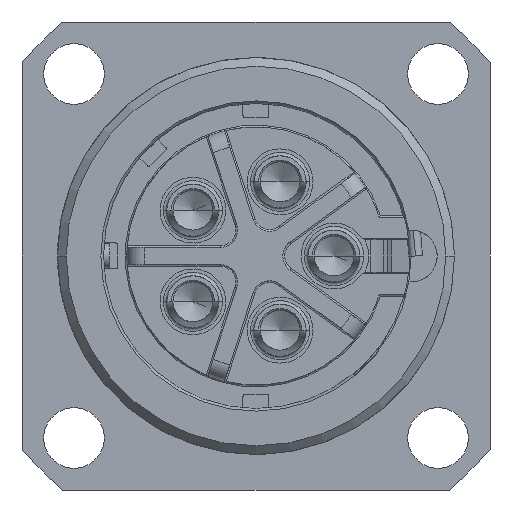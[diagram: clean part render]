
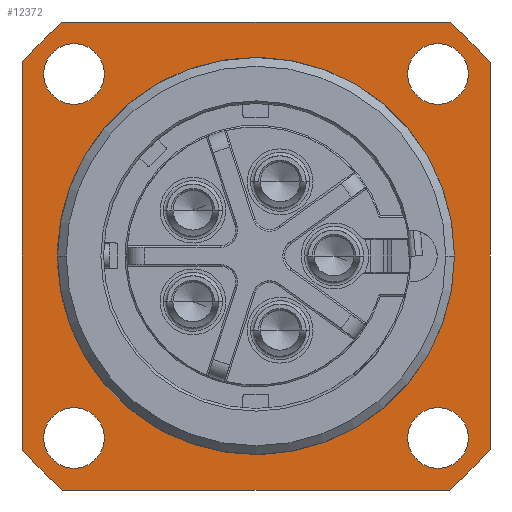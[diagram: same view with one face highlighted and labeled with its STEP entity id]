
A CAD part, left-side view. The second image highlights one B-rep face of the part: STEP entity #12372.
In plain terms, the highlighted planar face has unit normal (-1, 0, 0).
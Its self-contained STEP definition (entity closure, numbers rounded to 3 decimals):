
#3208=CARTESIAN_POINT('',(5.6,0.,0.));
#3209=DIRECTION('',(-1.,0.,0.));
#3210=DIRECTION('',(0.,0.998,-0.061));
#3211=AXIS2_PLACEMENT_3D('',#3208,#3209,#3210);
#3226=DIRECTION('',(0.,1.,0.));
#3227=VECTOR('',#3226,0.19);
#3228=CARTESIAN_POINT('',(5.6,11.239,-0.7));
#3229=LINE('895',#3228,#3227);
#3243=DIRECTION('',(0.,1.,0.));
#3244=VECTOR('',#3243,0.19);
#3245=CARTESIAN_POINT('',(5.6,11.239,0.7));
#3246=LINE('894',#3245,#3244);
#3259=DIRECTION('',(0.,0.,1.));
#3260=VECTOR('',#3259,22.271);
#3261=CARTESIAN_POINT('',(5.6,-13.5,-11.136));
#3262=LINE('744',#3261,#3260);
#3263=CARTESIAN_POINT('',(5.6,0.,0.));
#3264=DIRECTION('',(-1.,0.,0.));
#3265=DIRECTION('',(0.,-0.636,-0.771));
#3266=AXIS2_PLACEMENT_3D('',#3263,#3264,#3265);
#3268=DIRECTION('',(0.,-1.,0.));
#3269=VECTOR('',#3268,22.271);
#3270=CARTESIAN_POINT('',(5.6,11.136,-13.5));
#3271=LINE('746',#3270,#3269);
#3272=CARTESIAN_POINT('',(5.6,0.,0.));
#3273=DIRECTION('',(-1.,0.,0.));
#3274=DIRECTION('',(0.,0.771,-0.636));
#3275=AXIS2_PLACEMENT_3D('',#3272,#3273,#3274);
#3277=DIRECTION('',(0.,0.,-1.));
#3278=VECTOR('',#3277,22.271);
#3279=CARTESIAN_POINT('',(5.6,13.5,11.136));
#3280=LINE('748',#3279,#3278);
#3281=CARTESIAN_POINT('',(5.6,0.,0.));
#3282=DIRECTION('',(-1.,0.,0.));
#3283=DIRECTION('',(0.,0.636,0.771));
#3284=AXIS2_PLACEMENT_3D('',#3281,#3282,#3283);
#3286=DIRECTION('',(0.,1.,0.));
#3287=VECTOR('',#3286,22.271);
#3288=CARTESIAN_POINT('',(5.6,-11.136,13.5));
#3289=LINE('750',#3288,#3287);
#3290=CARTESIAN_POINT('',(5.6,0.,0.));
#3291=DIRECTION('',(-1.,0.,0.));
#3292=DIRECTION('',(0.,-0.771,0.636));
#3293=AXIS2_PLACEMENT_3D('',#3290,#3291,#3292);
#3295=CARTESIAN_POINT('',(5.6,10.5,10.5));
#3296=DIRECTION('',(1.,0.,0.));
#3297=DIRECTION('',(0.,1.,0.));
#3298=AXIS2_PLACEMENT_3D('',#3295,#3296,#3297);
#3300=CARTESIAN_POINT('',(5.6,10.5,10.5));
#3301=DIRECTION('',(1.,0.,0.));
#3302=DIRECTION('',(0.,-1.,0.));
#3303=AXIS2_PLACEMENT_3D('',#3300,#3301,#3302);
#3305=CARTESIAN_POINT('',(5.6,10.5,-10.5));
#3306=DIRECTION('',(1.,0.,0.));
#3307=DIRECTION('',(0.,1.,0.));
#3308=AXIS2_PLACEMENT_3D('',#3305,#3306,#3307);
#3310=CARTESIAN_POINT('',(5.6,10.5,-10.5));
#3311=DIRECTION('',(1.,0.,0.));
#3312=DIRECTION('',(0.,-1.,0.));
#3313=AXIS2_PLACEMENT_3D('',#3310,#3311,#3312);
#3315=CARTESIAN_POINT('',(5.6,-10.5,-10.5));
#3316=DIRECTION('',(1.,0.,0.));
#3317=DIRECTION('',(0.,1.,0.));
#3318=AXIS2_PLACEMENT_3D('',#3315,#3316,#3317);
#3320=CARTESIAN_POINT('',(5.6,-10.5,-10.5));
#3321=DIRECTION('',(1.,0.,0.));
#3322=DIRECTION('',(0.,-1.,0.));
#3323=AXIS2_PLACEMENT_3D('',#3320,#3321,#3322);
#3325=CARTESIAN_POINT('',(5.6,-10.5,10.5));
#3326=DIRECTION('',(1.,0.,0.));
#3327=DIRECTION('',(0.,1.,0.));
#3328=AXIS2_PLACEMENT_3D('',#3325,#3326,#3327);
#3330=CARTESIAN_POINT('',(5.6,-10.5,10.5));
#3331=DIRECTION('',(1.,0.,0.));
#3332=DIRECTION('',(0.,-1.,0.));
#3333=AXIS2_PLACEMENT_3D('',#3330,#3331,#3332);
#3335=DIRECTION('',(0.,0.,-1.));
#3336=VECTOR('',#3335,1.4);
#3337=CARTESIAN_POINT('',(5.6,11.239,0.7));
#3338=LINE('893',#3337,#3336);
#6288=CARTESIAN_POINT('',(5.6,0.,0.));
#6289=DIRECTION('',(-1.,0.,0.));
#6290=DIRECTION('',(0.,-1.,0.));
#6291=AXIS2_PLACEMENT_3D('',#6288,#6289,#6290);
#6374=CARTESIAN_POINT('',(5.6,-13.5,-11.136));
#6375=CARTESIAN_POINT('',(5.6,-13.5,11.136));
#6376=VERTEX_POINT('',#6374);
#6377=VERTEX_POINT('',#6375);
#6378=CARTESIAN_POINT('',(5.6,-11.136,-13.5));
#6379=VERTEX_POINT('',#6378);
#6380=CARTESIAN_POINT('',(5.6,11.136,-13.5));
#6381=VERTEX_POINT('',#6380);
#6382=CARTESIAN_POINT('',(5.6,13.5,-11.136));
#6383=VERTEX_POINT('',#6382);
#6384=CARTESIAN_POINT('',(5.6,13.5,11.136));
#6385=VERTEX_POINT('',#6384);
#6386=CARTESIAN_POINT('',(5.6,11.136,13.5));
#6387=VERTEX_POINT('',#6386);
#6388=CARTESIAN_POINT('',(5.6,-11.136,13.5));
#6389=VERTEX_POINT('',#6388);
#6398=CARTESIAN_POINT('',(5.6,-11.45,0.));
#6399=VERTEX_POINT('',#6398);
#6404=CARTESIAN_POINT('',(5.6,12.25,10.5));
#6405=CARTESIAN_POINT('',(5.6,8.75,10.5));
#6406=VERTEX_POINT('',#6404);
#6407=VERTEX_POINT('',#6405);
#6412=CARTESIAN_POINT('',(5.6,12.25,-10.5));
#6413=CARTESIAN_POINT('',(5.6,8.75,-10.5));
#6414=VERTEX_POINT('',#6412);
#6415=VERTEX_POINT('',#6413);
#6420=CARTESIAN_POINT('',(5.6,-8.75,-10.5));
#6421=CARTESIAN_POINT('',(5.6,-12.25,-10.5));
#6422=VERTEX_POINT('',#6420);
#6423=VERTEX_POINT('',#6421);
#6428=CARTESIAN_POINT('',(5.6,-8.75,10.5));
#6429=CARTESIAN_POINT('',(5.6,-12.25,10.5));
#6430=VERTEX_POINT('',#6428);
#6431=VERTEX_POINT('',#6429);
#6496=CARTESIAN_POINT('',(5.6,11.429,0.7));
#6498=VERTEX_POINT('',#6496);
#6500=CARTESIAN_POINT('',(5.6,11.429,-0.7));
#6502=VERTEX_POINT('',#6500);
#6552=CARTESIAN_POINT('',(5.6,11.239,0.7));
#6553=CARTESIAN_POINT('',(5.6,11.239,-0.7));
#6554=VERTEX_POINT('',#6552);
#6555=VERTEX_POINT('',#6553);
#12317=CARTESIAN_POINT('',(5.6,0.,0.));
#12318=DIRECTION('',(1.,0.,0.));
#12319=DIRECTION('',(0.,0.,-1.));
#12320=AXIS2_PLACEMENT_3D('',#12317,#12318,#12319);
#12321=PLANE('273',#12320);
#12323=ORIENTED_EDGE('744',*,*,#12322,.F.);
#12325=ORIENTED_EDGE('745',*,*,#12324,.F.);
#12327=ORIENTED_EDGE('746',*,*,#12326,.F.);
#12329=ORIENTED_EDGE('747',*,*,#12328,.F.);
#12331=ORIENTED_EDGE('748',*,*,#12330,.F.);
#12333=ORIENTED_EDGE('749',*,*,#12332,.F.);
#12335=ORIENTED_EDGE('750',*,*,#12334,.F.);
#12337=ORIENTED_EDGE('751',*,*,#12336,.F.);
#12338=EDGE_LOOP('273',(#12323,#12325,#12327,#12329,#12331,#12333,#12335,
#12337));
#12339=FACE_OUTER_BOUND('273',#12338,.F.);
#12341=ORIENTED_EDGE('767',*,*,#12340,.F.);
#12343=ORIENTED_EDGE('768',*,*,#12342,.F.);
#12344=EDGE_LOOP('273',(#12341,#12343));
#12345=FACE_BOUND('273',#12344,.F.);
#12347=ORIENTED_EDGE('773',*,*,#12346,.F.);
#12349=ORIENTED_EDGE('774',*,*,#12348,.F.);
#12350=EDGE_LOOP('273',(#12347,#12349));
#12351=FACE_BOUND('273',#12350,.F.);
#12353=ORIENTED_EDGE('779',*,*,#12352,.F.);
#12355=ORIENTED_EDGE('780',*,*,#12354,.F.);
#12356=EDGE_LOOP('273',(#12353,#12355));
#12357=FACE_BOUND('273',#12356,.F.);
#12359=ORIENTED_EDGE('785',*,*,#12358,.F.);
#12361=ORIENTED_EDGE('786',*,*,#12360,.F.);
#12362=EDGE_LOOP('273',(#12359,#12361));
#12363=FACE_BOUND('273',#12362,.F.);
#12364=ORIENTED_EDGE('893',*,*,#12304,.T.);
#12365=ORIENTED_EDGE('895',*,*,#12235,.T.);
#12366=ORIENTED_EDGE('843',*,*,#12211,.T.);
#12368=ORIENTED_EDGE('842',*,*,#12367,.T.);
#12369=ORIENTED_EDGE('894',*,*,#12279,.F.);
#12370=EDGE_LOOP('273',(#12364,#12365,#12366,#12368,#12369));
#12371=FACE_BOUND('273',#12370,.F.);
#3212=CIRCLE('843',#3211,11.45);
#3267=CIRCLE('745',#3266,17.5);
#3276=CIRCLE('747',#3275,17.5);
#3285=CIRCLE('749',#3284,17.5);
#3294=CIRCLE('751',#3293,17.5);
#3299=CIRCLE('767',#3298,1.75);
#3304=CIRCLE('768',#3303,1.75);
#3309=CIRCLE('773',#3308,1.75);
#3314=CIRCLE('774',#3313,1.75);
#3319=CIRCLE('779',#3318,1.75);
#3324=CIRCLE('780',#3323,1.75);
#3329=CIRCLE('785',#3328,1.75);
#3334=CIRCLE('786',#3333,1.75);
#6292=CIRCLE('842',#6291,11.45);
#12211=EDGE_CURVE('843',#6502,#6399,#3212,.T.);
#12235=EDGE_CURVE('895',#6555,#6502,#3229,.T.);
#12279=EDGE_CURVE('894',#6554,#6498,#3246,.T.);
#12304=EDGE_CURVE('893',#6554,#6555,#3338,.T.);
#12322=EDGE_CURVE('744',#6376,#6377,#3262,.T.);
#12324=EDGE_CURVE('745',#6379,#6376,#3267,.T.);
#12326=EDGE_CURVE('746',#6381,#6379,#3271,.T.);
#12328=EDGE_CURVE('747',#6383,#6381,#3276,.T.);
#12330=EDGE_CURVE('748',#6385,#6383,#3280,.T.);
#12332=EDGE_CURVE('749',#6387,#6385,#3285,.T.);
#12334=EDGE_CURVE('750',#6389,#6387,#3289,.T.);
#12336=EDGE_CURVE('751',#6377,#6389,#3294,.T.);
#12340=EDGE_CURVE('767',#6406,#6407,#3299,.T.);
#12342=EDGE_CURVE('768',#6407,#6406,#3304,.T.);
#12346=EDGE_CURVE('773',#6414,#6415,#3309,.T.);
#12348=EDGE_CURVE('774',#6415,#6414,#3314,.T.);
#12352=EDGE_CURVE('779',#6422,#6423,#3319,.T.);
#12354=EDGE_CURVE('780',#6423,#6422,#3324,.T.);
#12358=EDGE_CURVE('785',#6430,#6431,#3329,.T.);
#12360=EDGE_CURVE('786',#6431,#6430,#3334,.T.);
#12367=EDGE_CURVE('842',#6399,#6498,#6292,.T.);
#12372=ADVANCED_FACE('273',(#12339,#12345,#12351,#12357,#12363,#12371),#12321,
.F.);
